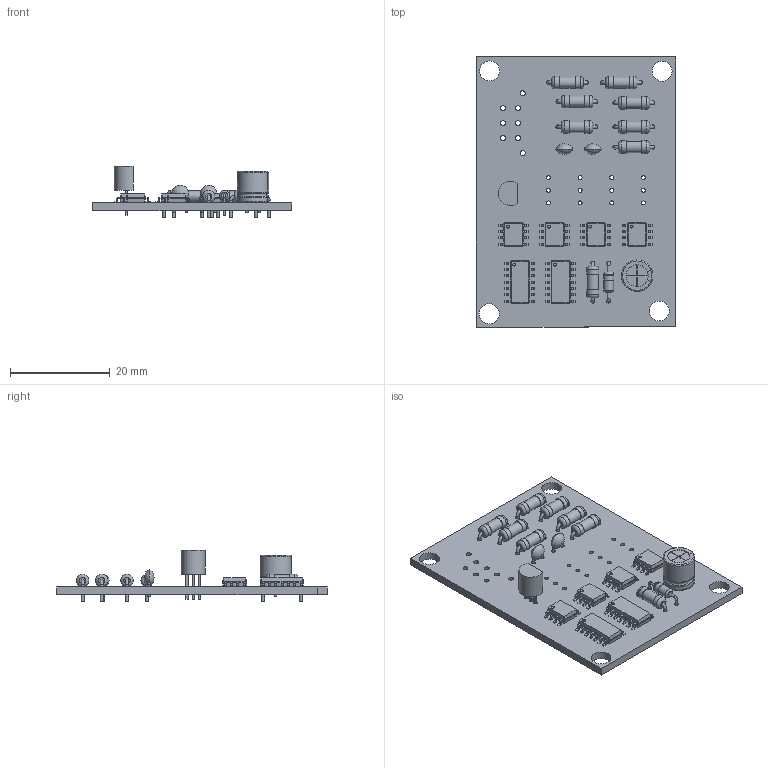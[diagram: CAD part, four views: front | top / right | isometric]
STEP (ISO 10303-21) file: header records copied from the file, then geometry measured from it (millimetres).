
FILE_DESCRIPTION(('KiCad electronic assembly'),'2;1');
FILE_NAME('BSPD_5.step','2024-10-03T20:39:53',('Pcbnew'),('Kicad'), 'Open CASCADE STEP processor 7.7','KiCad to STEP converter','Unknown' );
FILE_SCHEMA(('AUTOMOTIVE_DESIGN { 1 0 10303 214 1 1 1 1 }'));
Length unit declared in the file: millimetre
Products named in the file (16): BSPD_5 1; C_Disc_D3.4mm_W2.1mm_P2.50mm; C_Disc_D34mm_W21mm_P250mm; R_Axial_DIN0207_L6.3mm_D2.5mm_P7.62mm_Horizontal; R_Axial_DIN0207_L63mm_D25mm_P762mm_Horizontal; SOIC-8_3.9x4.9mm_P1.27mm; SOIC_8_39x49mm_P127mm; D_DO-35_SOD27_P7.62mm_Horizontal; SOIC-14_3.9x8.7mm_P1.27mm; SOIC_14_39x87mm_P127mm; TO-92_Inline; TO-92_Inline_Narrow; CP_Radial_D6.3mm_P2.50mm; CP_Radial_D63mm_P250mm; BSPD_5_PCB
Assembly tree (27 placements, depth 3):
  BSPD_5 1
    C_Disc_D3.4mm_W2.1mm_P2.50mm  x2
      C_Disc_D34mm_W21mm_P250mm
    R_Axial_DIN0207_L6.3mm_D2.5mm_P7.62mm_Horizontal  x8
      R_Axial_DIN0207_L63mm_D25mm_P762mm_Horizontal
    SOIC-8_3.9x4.9mm_P1.27mm  x4
      SOIC_8_39x49mm_P127mm
    D_DO-35_SOD27_P7.62mm_Horizontal
      D_DO-35_SOD27_P7.62mm_Horizontal
    SOIC-14_3.9x8.7mm_P1.27mm  x2
      SOIC_14_39x87mm_P127mm
    TO-92_Inline
      TO-92_Inline_Narrow
    CP_Radial_D6.3mm_P2.50mm
      CP_Radial_D63mm_P250mm
    BSPD_5_PCB
Bounding box: 40.06 x 54.28 x 10.3 mm (x, y, z)
Volume: 4117.6 mm3; surface area: 6388.7 mm2
Topology: 21 solids, 22 shells, 1403 faces, 3509 edges, 2192 vertices
Faces by surface type: plane 772, cylinder 369, bspline 208, torus 38, revolution 12, sphere 4
Full cylindrical faces by diameter (mm): 0.5 x9, 0.6 x22, 0.75 x3, 0.8 x36, 1 x8, 2 x2, 2.02 x1, 2.25 x8, 2.5 x16, 4 x4
Entity records: 22500 total; most frequent: CARTESIAN_POINT 4688, ORIENTED_EDGE 2902, DIRECTION 2789, EDGE_CURVE 1451, LINE 977, VECTOR 977, VERTEX_POINT 915, AXIS2_PLACEMENT_3D 902
